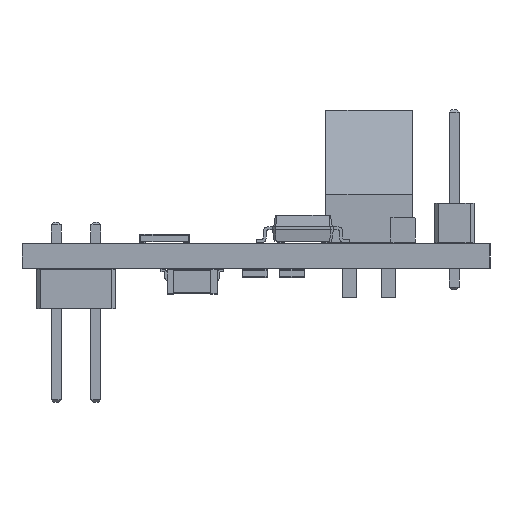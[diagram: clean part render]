
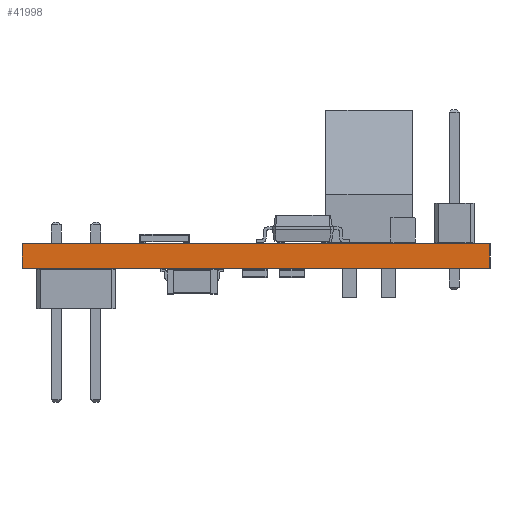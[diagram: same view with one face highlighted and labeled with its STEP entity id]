
A CAD part, left-side view. The second image highlights one B-rep face of the part: STEP entity #41998.
In plain terms, the highlighted planar face has unit normal (-1, 0, 0).
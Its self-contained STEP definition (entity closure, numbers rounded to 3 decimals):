
#41942 = VERTEX_POINT('',#41943);
#41943 = CARTESIAN_POINT('',(81.28,-80.292,1.6));
#41949 = EDGE_CURVE('',#41950,#41942,#41952,.T.);
#41950 = VERTEX_POINT('',#41951);
#41951 = CARTESIAN_POINT('',(81.28,-80.292,0.));
#41952 = LINE('',#41953,#41954);
#41953 = CARTESIAN_POINT('',(81.28,-80.292,0.));
#41954 = VECTOR('',#41955,1.);
#41955 = DIRECTION('',(0.,0.,1.));
#41998 = ADVANCED_FACE('',(#41999),#42024,.T.);
#41999 = FACE_BOUND('',#42000,.T.);
#42000 = EDGE_LOOP('',(#42001,#42002,#42010,#42018));
#42001 = ORIENTED_EDGE('',*,*,#41949,.T.);
#42002 = ORIENTED_EDGE('',*,*,#42003,.T.);
#42003 = EDGE_CURVE('',#41942,#42004,#42006,.T.);
#42004 = VERTEX_POINT('',#42005);
#42005 = CARTESIAN_POINT('',(81.28,-50.292,1.6));
#42006 = LINE('',#42007,#42008);
#42007 = CARTESIAN_POINT('',(81.28,-80.292,1.6));
#42008 = VECTOR('',#42009,1.);
#42009 = DIRECTION('',(0.,1.,0.));
#42010 = ORIENTED_EDGE('',*,*,#42011,.F.);
#42011 = EDGE_CURVE('',#42012,#42004,#42014,.T.);
#42012 = VERTEX_POINT('',#42013);
#42013 = CARTESIAN_POINT('',(81.28,-50.292,0.));
#42014 = LINE('',#42015,#42016);
#42015 = CARTESIAN_POINT('',(81.28,-50.292,0.));
#42016 = VECTOR('',#42017,1.);
#42017 = DIRECTION('',(0.,0.,1.));
#42018 = ORIENTED_EDGE('',*,*,#42019,.F.);
#42019 = EDGE_CURVE('',#41950,#42012,#42020,.T.);
#42020 = LINE('',#42021,#42022);
#42021 = CARTESIAN_POINT('',(81.28,-80.292,0.));
#42022 = VECTOR('',#42023,1.);
#42023 = DIRECTION('',(0.,1.,0.));
#42024 = PLANE('',#42025);
#42025 = AXIS2_PLACEMENT_3D('',#42026,#42027,#42028);
#42026 = CARTESIAN_POINT('',(81.28,-80.292,0.));
#42027 = DIRECTION('',(-1.,0.,0.));
#42028 = DIRECTION('',(0.,1.,0.));
